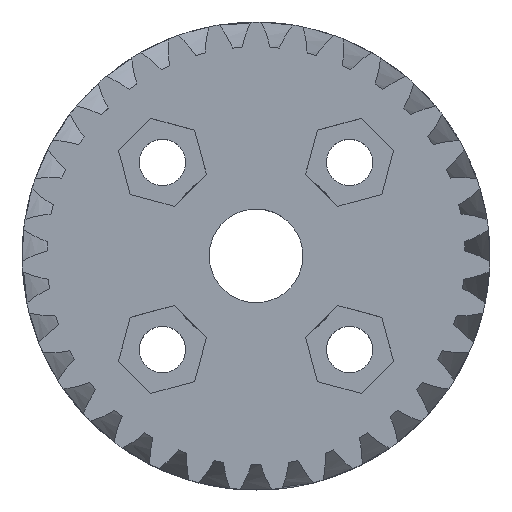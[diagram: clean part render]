
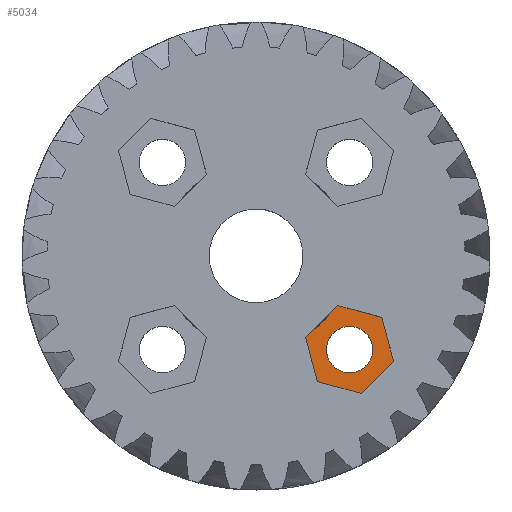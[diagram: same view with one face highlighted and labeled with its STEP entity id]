
A CAD part, top view. The second image highlights one B-rep face of the part: STEP entity #5034.
In plain terms, the highlighted planar face has unit normal (0, 0, 1).
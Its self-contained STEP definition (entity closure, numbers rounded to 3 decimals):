
#26=FACE_BOUND('',#1295,.T.);
#63=PLANE('',#5347);
#996=FACE_OUTER_BOUND('',#1294,.T.);
#1294=EDGE_LOOP('',(#3543,#3544,#3545,#3546,#3547,#3548,#3549,#3550));
#1295=EDGE_LOOP('',(#3551));
#1603=LINE('',#7641,#1703);
#1607=LINE('',#7649,#1707);
#1612=LINE('',#7658,#1712);
#1615=LINE('',#7664,#1715);
#1618=LINE('',#7670,#1718);
#1621=LINE('',#7676,#1721);
#1623=LINE('',#7679,#1723);
#1703=VECTOR('',#5617,10.);
#1707=VECTOR('',#5621,10.);
#1712=VECTOR('',#5628,10.);
#1715=VECTOR('',#5633,10.);
#1718=VECTOR('',#5638,10.);
#1721=VECTOR('',#5643,10.);
#1723=VECTOR('',#5647,10.);
#1768=CIRCLE('',#5348,8.5);
#1769=CIRCLE('',#5349,2.1);
#1993=VERTEX_POINT('',#7637);
#1995=VERTEX_POINT('',#7640);
#1998=VERTEX_POINT('',#7646);
#1999=VERTEX_POINT('',#7648);
#2002=VERTEX_POINT('',#7656);
#2004=VERTEX_POINT('',#7662);
#2006=VERTEX_POINT('',#7668);
#2008=VERTEX_POINT('',#7674);
#2009=VERTEX_POINT('',#7682);
#2586=EDGE_CURVE('',#1993,#1995,#1603,.T.);
#2590=EDGE_CURVE('',#1998,#1999,#1607,.T.);
#2595=EDGE_CURVE('',#2002,#1998,#1612,.T.);
#2598=EDGE_CURVE('',#2004,#2002,#1615,.T.);
#2601=EDGE_CURVE('',#2006,#2004,#1618,.T.);
#2604=EDGE_CURVE('',#2008,#2006,#1621,.T.);
#2606=EDGE_CURVE('',#1995,#2008,#1623,.T.);
#2607=EDGE_CURVE('',#1999,#1993,#1768,.T.);
#2608=EDGE_CURVE('',#2009,#2009,#1769,.T.);
#3543=ORIENTED_EDGE('',*,*,#2607,.F.);
#3544=ORIENTED_EDGE('',*,*,#2590,.F.);
#3545=ORIENTED_EDGE('',*,*,#2595,.F.);
#3546=ORIENTED_EDGE('',*,*,#2598,.F.);
#3547=ORIENTED_EDGE('',*,*,#2601,.F.);
#3548=ORIENTED_EDGE('',*,*,#2604,.F.);
#3549=ORIENTED_EDGE('',*,*,#2606,.F.);
#3550=ORIENTED_EDGE('',*,*,#2586,.F.);
#3551=ORIENTED_EDGE('',*,*,#2608,.F.);
#5034=ADVANCED_FACE('',(#996,#26),#63,.T.);
#5347=AXIS2_PLACEMENT_3D('',#7680,#5648,#5649);
#5348=AXIS2_PLACEMENT_3D('',#7681,#5650,#5651);
#5349=AXIS2_PLACEMENT_3D('',#7683,#5652,#5653);
#5617=DIRECTION('',(0.707,0.707,0.));
#5621=DIRECTION('',(0.707,0.707,0.));
#5628=DIRECTION('',(-0.259,0.966,0.));
#5633=DIRECTION('',(-0.966,0.259,0.));
#5638=DIRECTION('',(-0.707,-0.707,0.));
#5643=DIRECTION('',(0.259,-0.966,0.));
#5647=DIRECTION('',(0.966,-0.259,0.));
#5648=DIRECTION('center_axis',(0.,0.,1.));
#5649=DIRECTION('ref_axis',(1.,0.,0.));
#5650=DIRECTION('center_axis',(0.,0.,1.));
#5651=DIRECTION('ref_axis',(-1.,0.,0.));
#5652=DIRECTION('center_axis',(0.,0.,1.));
#5653=DIRECTION('ref_axis',(-1.,0.,0.));
#7637=CARTESIAN_POINT('',(6.754,-5.161,15.));
#7640=CARTESIAN_POINT('',(7.417,-4.498,15.));
#7641=CARTESIAN_POINT('',(7.417,-4.498,15.));
#7646=CARTESIAN_POINT('',(4.498,-7.417,15.));
#7648=CARTESIAN_POINT('',(5.161,-6.754,15.));
#7649=CARTESIAN_POINT('',(7.417,-4.498,15.));
#7656=CARTESIAN_POINT('',(5.566,-11.404,15.));
#7658=CARTESIAN_POINT('',(4.498,-7.417,15.));
#7662=CARTESIAN_POINT('',(9.554,-12.473,15.));
#7664=CARTESIAN_POINT('',(5.566,-11.404,15.));
#7668=CARTESIAN_POINT('',(12.473,-9.554,15.));
#7670=CARTESIAN_POINT('',(9.554,-12.473,15.));
#7674=CARTESIAN_POINT('',(11.404,-5.566,15.));
#7676=CARTESIAN_POINT('',(12.473,-9.554,15.));
#7679=CARTESIAN_POINT('',(11.404,-5.566,15.));
#7680=CARTESIAN_POINT('Origin',(8.485,-8.485,15.));
#7681=CARTESIAN_POINT('Origin',(0.,0.,15.));
#7682=CARTESIAN_POINT('',(10.585,-8.485,15.));
#7683=CARTESIAN_POINT('Origin',(8.485,-8.485,15.));
